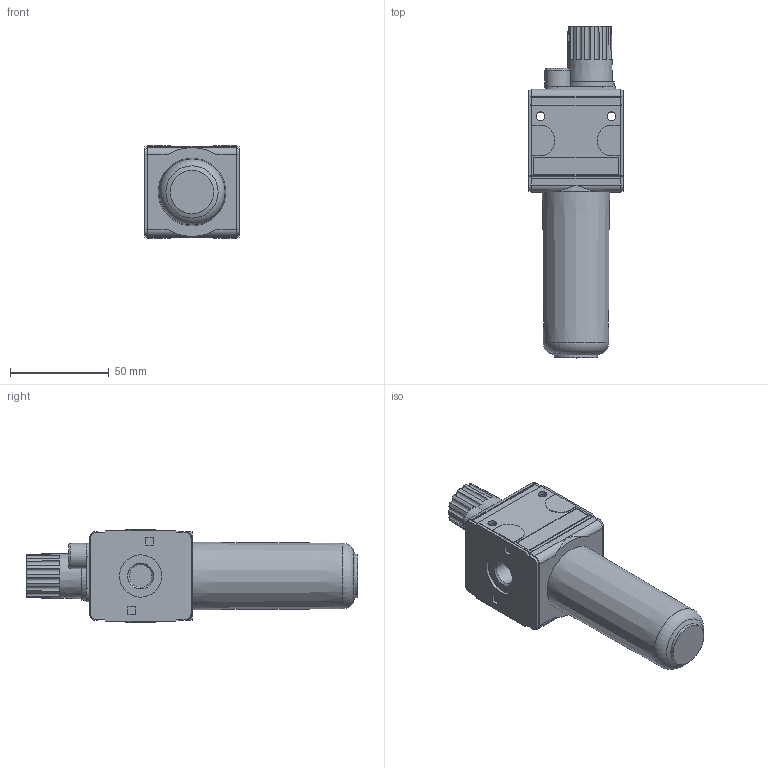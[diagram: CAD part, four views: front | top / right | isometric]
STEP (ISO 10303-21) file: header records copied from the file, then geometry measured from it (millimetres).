
FILE_DESCRIPTION( ( 'STEP AP203' ), '1' );
FILE_NAME( '9_2511_000_2_03.stp', ' ', ( ' ' ), ( ' ' ), 'PSStep 15.0.47', 'PARTsolutions', ' ' );
FILE_SCHEMA( ( 'CONFIG_CONTROL_DESIGN' ) );
Length unit declared in the file: millimetre
Products named in the file (3): 9.2511.000; _L 11 K-00000-G; _L 11 K--P1
Assembly tree (2 placements, depth 2):
  9.2511.000
    _L 11 K-00000-G
    _L 11 K--P1
Bounding box: 47.8 x 168 x 47 mm (x, y, z)
Volume: 195294.6 mm3; surface area: 30003.8 mm2
Topology: 2 solids, 2 shells, 206 faces, 517 edges, 341 vertices
Faces by surface type: plane 141, cylinder 53, cone 9, torus 2, sphere 1
Full cylindrical faces by diameter (mm): 4.4 x4, 6.3 x1, 11.445 x2, 12.8 x1, 15.7 x1, 19.2 x1, 21.4 x2, 22 x1, 24.5 x1
Entity records: 6224 total; most frequent: CARTESIAN_POINT 1197, DIRECTION 1018, ORIENTED_EDGE 980, EDGE_CURVE 490, AXIS2_PLACEMENT_3D 353, VERTEX_POINT 340, LINE 312, VECTOR 312
